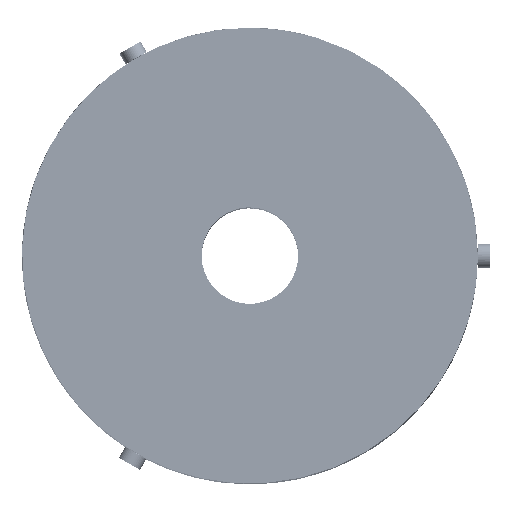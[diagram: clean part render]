
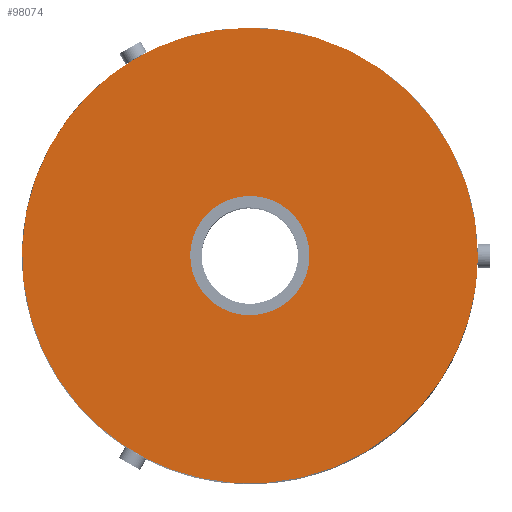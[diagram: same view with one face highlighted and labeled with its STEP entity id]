
A CAD part, top view. The second image highlights one B-rep face of the part: STEP entity #98074.
In plain terms, the highlighted free-form (B-spline) face has degree [1, 1] with [2, 2] control points.
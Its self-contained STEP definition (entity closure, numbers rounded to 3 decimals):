
#97950 = VERTEX_POINT('',#97951);
#97951 = CARTESIAN_POINT('',(2230.786,890.485,
    165.255));
#97969 = EDGE_CURVE('',#97950,#97950,#97970,.T.);
#97970 = ( BOUNDED_CURVE() B_SPLINE_CURVE(2,(#97971,#97972,#97973,#97974
    ,#97975,#97976,#97977),.UNSPECIFIED.,.T.,.F.) 
B_SPLINE_CURVE_WITH_KNOTS((3,2,2,3),(3.142,5.236,
7.33,9.425),.PIECEWISE_BEZIER_KNOTS.) CURVE() 
GEOMETRIC_REPRESENTATION_ITEM() RATIONAL_B_SPLINE_CURVE((1.,0.5,1.,0.5,
1.,0.5,1.)) REPRESENTATION_ITEM('') );
#97971 = CARTESIAN_POINT('',(2230.786,890.485,
    165.255));
#97972 = CARTESIAN_POINT('',(2230.786,858.355,
    165.255));
#97973 = CARTESIAN_POINT('',(2202.961,874.42,
    165.255));
#97974 = CARTESIAN_POINT('',(2175.136,890.485,
    165.255));
#97975 = CARTESIAN_POINT('',(2202.961,906.549,
    165.255));
#97976 = CARTESIAN_POINT('',(2230.786,922.614,
    165.255));
#97977 = CARTESIAN_POINT('',(2230.786,890.485,
    165.255));
#98001 = EDGE_CURVE('',#98002,#98002,#98004,.T.);
#98002 = VERTEX_POINT('',#98003);
#98003 = CARTESIAN_POINT('',(2283.128,890.485,
    165.255));
#98004 = ( BOUNDED_CURVE() B_SPLINE_CURVE(2,(#98005,#98006,#98007,#98008
    ,#98009,#98010,#98011),.UNSPECIFIED.,.T.,.F.) 
B_SPLINE_CURVE_WITH_KNOTS((3,2,2,3),(3.142,5.236,
7.33,9.425),.PIECEWISE_BEZIER_KNOTS.) CURVE() 
GEOMETRIC_REPRESENTATION_ITEM() RATIONAL_B_SPLINE_CURVE((1.,0.5,1.,0.5,
1.,0.5,1.)) REPRESENTATION_ITEM('') );
#98005 = CARTESIAN_POINT('',(2283.128,890.485,
    165.255));
#98006 = CARTESIAN_POINT('',(2283.128,1013.272,
    165.255));
#98007 = CARTESIAN_POINT('',(2176.791,951.878,
    165.255));
#98008 = CARTESIAN_POINT('',(2070.453,890.485,
    165.255));
#98009 = CARTESIAN_POINT('',(2176.791,829.091,
    165.255));
#98010 = CARTESIAN_POINT('',(2283.128,767.697,
    165.255));
#98011 = CARTESIAN_POINT('',(2283.128,890.485,
    165.255));
#98074 = ADVANCED_FACE('',(#98075,#98078),#98081,.T.);
#98075 = FACE_BOUND('',#98076,.T.);
#98076 = EDGE_LOOP('',(#98077));
#98077 = ORIENTED_EDGE('',*,*,#98001,.T.);
#98078 = FACE_BOUND('',#98079,.T.);
#98079 = EDGE_LOOP('',(#98080));
#98080 = ORIENTED_EDGE('',*,*,#97969,.T.);
#98081 = B_SPLINE_SURFACE_WITH_KNOTS('',1,1,(
    (#98082,#98083)
    ,(#98084,#98085
    )),.UNSPECIFIED.,.F.,.F.,.F.,(2,2),(2,2),(-60.,
    60.),(-60.,60.),
  .PIECEWISE_BEZIER_KNOTS.);
#98082 = CARTESIAN_POINT('',(2141.345,819.593,
    165.255));
#98083 = CARTESIAN_POINT('',(2141.345,961.376,
    165.255));
#98084 = CARTESIAN_POINT('',(2283.128,819.593,
    165.255));
#98085 = CARTESIAN_POINT('',(2283.128,961.376,
    165.255));
